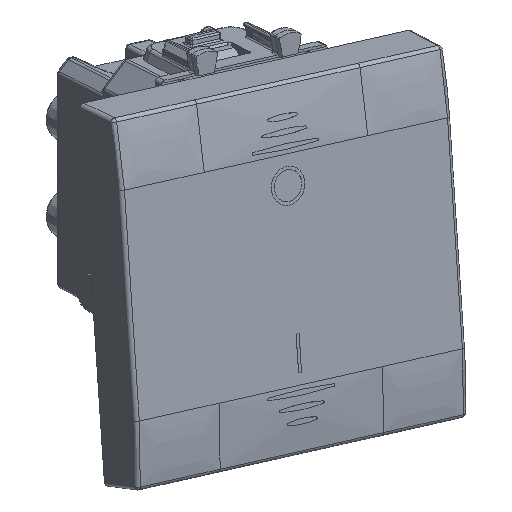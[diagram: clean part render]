
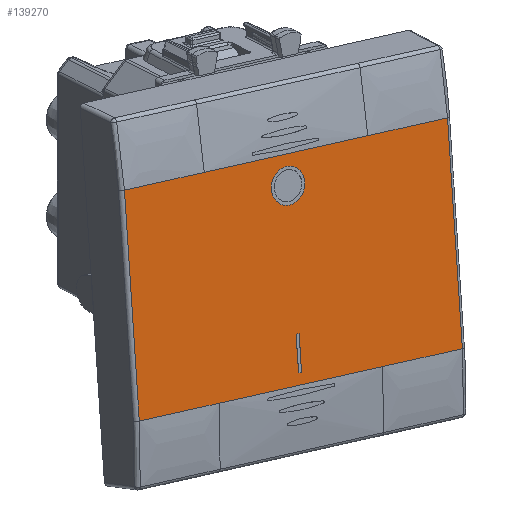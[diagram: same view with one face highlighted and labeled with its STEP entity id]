
A CAD part, top view. The second image highlights one B-rep face of the part: STEP entity #139270.
In plain terms, the highlighted face is planar.
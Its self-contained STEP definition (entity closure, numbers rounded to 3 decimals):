
#138934=CARTESIAN_POINT('Vertex',(2.25,9.75,15.5)) ;
#138939=CARTESIAN_POINT('Axis2P3D Location',(0.,9.75,15.5)) ;
#138943=CARTESIAN_POINT('Vertex',(-2.25,9.75,15.5)) ;
#138965=CARTESIAN_POINT('Axis2P3D Location',(0.,9.75,15.5)) ;
#139062=CARTESIAN_POINT('Vertex',(-0.2,-7.5,15.5)) ;
#139067=CARTESIAN_POINT('Line Origine',(-0.2,-9.75,15.5)) ;
#139071=CARTESIAN_POINT('Vertex',(-0.2,-12.,15.5)) ;
#139102=CARTESIAN_POINT('Vertex',(0.2,-7.5,15.5)) ;
#139107=CARTESIAN_POINT('Line Origine',(0.,-7.5,15.5)) ;
#139129=CARTESIAN_POINT('Line Origine',(0.,-12.,15.5)) ;
#139133=CARTESIAN_POINT('Vertex',(0.2,-12.,15.5)) ;
#139172=CARTESIAN_POINT('Line Origine',(0.2,-9.75,15.5)) ;
#139184=CARTESIAN_POINT('Axis2P3D Location',(0.,0.,15.5)) ;
#139194=CARTESIAN_POINT('Line Origine',(-21.758,0.,15.5)) ;
#139198=CARTESIAN_POINT('Vertex',(-21.758,-13.441,15.5)) ;
#139200=CARTESIAN_POINT('Vertex',(-21.758,13.441,15.5)) ;
#139203=CARTESIAN_POINT('Line Origine',(-16.385,-13.441,15.5)) ;
#139207=CARTESIAN_POINT('Vertex',(-11.013,-13.441,15.5)) ;
#139210=CARTESIAN_POINT('Line Origine',(0.,-13.441,15.5)) ;
#139214=CARTESIAN_POINT('Vertex',(11.013,-13.441,15.5)) ;
#139217=CARTESIAN_POINT('Line Origine',(16.385,-13.441,15.5)) ;
#139221=CARTESIAN_POINT('Vertex',(21.758,-13.441,15.5)) ;
#139224=CARTESIAN_POINT('Line Origine',(21.758,0.,15.5)) ;
#139228=CARTESIAN_POINT('Vertex',(21.758,13.441,15.5)) ;
#139231=CARTESIAN_POINT('Line Origine',(16.385,13.441,15.5)) ;
#139235=CARTESIAN_POINT('Vertex',(11.013,13.441,15.5)) ;
#139238=CARTESIAN_POINT('Line Origine',(0.,13.441,15.5)) ;
#139242=CARTESIAN_POINT('Vertex',(-11.013,13.441,15.5)) ;
#139245=CARTESIAN_POINT('Line Origine',(-16.385,13.441,15.5)) ;
#138940=DIRECTION('Axis2P3D Direction',(-0.,0.,1.)) ;
#138966=DIRECTION('Axis2P3D Direction',(-0.,0.,1.)) ;
#139068=DIRECTION('Vector Direction',(0.,-1.,0.)) ;
#139108=DIRECTION('Vector Direction',(1.,0.,0.)) ;
#139130=DIRECTION('Vector Direction',(-1.,0.,0.)) ;
#139173=DIRECTION('Vector Direction',(0.,1.,0.)) ;
#139185=DIRECTION('Axis2P3D Direction',(0.,0.,-1.)) ;
#139186=DIRECTION('Axis2P3D XDirection',(0.,-1.,0.)) ;
#139195=DIRECTION('Vector Direction',(0.,-1.,0.)) ;
#139204=DIRECTION('Vector Direction',(1.,0.,0.)) ;
#139211=DIRECTION('Vector Direction',(-1.,0.,0.)) ;
#139218=DIRECTION('Vector Direction',(1.,0.,0.)) ;
#139225=DIRECTION('Vector Direction',(0.,-1.,0.)) ;
#139232=DIRECTION('Vector Direction',(1.,0.,0.)) ;
#139239=DIRECTION('Vector Direction',(-1.,0.,0.)) ;
#139246=DIRECTION('Vector Direction',(1.,0.,0.)) ;
#138941=AXIS2_PLACEMENT_3D('Circle Axis2P3D',#138939,#138940,$) ;
#138967=AXIS2_PLACEMENT_3D('Circle Axis2P3D',#138965,#138966,$) ;
#139187=AXIS2_PLACEMENT_3D('Plane Axis2P3D',#139184,#139185,#139186) ;
#139251=ORIENTED_EDGE('',*,*,#139202,.F.) ;
#139252=ORIENTED_EDGE('',*,*,#139209,.F.) ;
#139253=ORIENTED_EDGE('',*,*,#139216,.F.) ;
#139254=ORIENTED_EDGE('',*,*,#139223,.T.) ;
#139255=ORIENTED_EDGE('',*,*,#139230,.F.) ;
#139256=ORIENTED_EDGE('',*,*,#139237,.F.) ;
#139257=ORIENTED_EDGE('',*,*,#139244,.F.) ;
#139258=ORIENTED_EDGE('',*,*,#139249,.T.) ;
#139261=ORIENTED_EDGE('',*,*,#138969,.F.) ;
#139262=ORIENTED_EDGE('',*,*,#138945,.F.) ;
#139265=ORIENTED_EDGE('',*,*,#139176,.F.) ;
#139266=ORIENTED_EDGE('',*,*,#139135,.F.) ;
#139267=ORIENTED_EDGE('',*,*,#139073,.F.) ;
#139268=ORIENTED_EDGE('',*,*,#139111,.F.) ;
#139263=FACE_BOUND('',#139260,.T.) ;
#139269=FACE_BOUND('',#139264,.T.) ;
#139069=VECTOR('Line Direction',#139068,1.) ;
#139109=VECTOR('Line Direction',#139108,1.) ;
#139131=VECTOR('Line Direction',#139130,1.) ;
#139174=VECTOR('Line Direction',#139173,1.) ;
#139196=VECTOR('Line Direction',#139195,1.) ;
#139205=VECTOR('Line Direction',#139204,1.) ;
#139212=VECTOR('Line Direction',#139211,1.) ;
#139219=VECTOR('Line Direction',#139218,1.) ;
#139226=VECTOR('Line Direction',#139225,1.) ;
#139233=VECTOR('Line Direction',#139232,1.) ;
#139240=VECTOR('Line Direction',#139239,1.) ;
#139247=VECTOR('Line Direction',#139246,1.) ;
#139270=ADVANCED_FACE('PartBody',(#139259,#139263,#139269),#139188,.F.) ;
#138942=CIRCLE('generated circle',#138941,2.25) ;
#138968=CIRCLE('generated circle',#138967,2.25) ;
#138945=EDGE_CURVE('',#138935,#138944,#138942,.T.) ;
#138969=EDGE_CURVE('',#138944,#138935,#138968,.T.) ;
#139073=EDGE_CURVE('',#139063,#139072,#139070,.T.) ;
#139111=EDGE_CURVE('',#139103,#139063,#139110,.F.) ;
#139135=EDGE_CURVE('',#139072,#139134,#139132,.F.) ;
#139176=EDGE_CURVE('',#139134,#139103,#139175,.T.) ;
#139202=EDGE_CURVE('',#139199,#139201,#139197,.F.) ;
#139209=EDGE_CURVE('',#139208,#139199,#139206,.F.) ;
#139216=EDGE_CURVE('',#139215,#139208,#139213,.T.) ;
#139223=EDGE_CURVE('',#139215,#139222,#139220,.T.) ;
#139230=EDGE_CURVE('',#139229,#139222,#139227,.T.) ;
#139237=EDGE_CURVE('',#139236,#139229,#139234,.T.) ;
#139244=EDGE_CURVE('',#139243,#139236,#139241,.F.) ;
#139249=EDGE_CURVE('',#139243,#139201,#139248,.F.) ;
#139250=EDGE_LOOP('',(#139251,#139252,#139253,#139254,#139255,#139256,#139257,#139258)) ;
#139260=EDGE_LOOP('',(#139261,#139262)) ;
#139264=EDGE_LOOP('',(#139265,#139266,#139267,#139268)) ;
#139259=FACE_OUTER_BOUND('',#139250,.T.) ;
#139070=LINE('Line',#139067,#139069) ;
#139110=LINE('Line',#139107,#139109) ;
#139132=LINE('Line',#139129,#139131) ;
#139175=LINE('Line',#139172,#139174) ;
#139197=LINE('Line',#139194,#139196) ;
#139206=LINE('Line',#139203,#139205) ;
#139213=LINE('Line',#139210,#139212) ;
#139220=LINE('Line',#139217,#139219) ;
#139227=LINE('Line',#139224,#139226) ;
#139234=LINE('Line',#139231,#139233) ;
#139241=LINE('Line',#139238,#139240) ;
#139248=LINE('Line',#139245,#139247) ;
#139188=PLANE('',#139187) ;
#138935=VERTEX_POINT('',#138934) ;
#138944=VERTEX_POINT('',#138943) ;
#139063=VERTEX_POINT('',#139062) ;
#139072=VERTEX_POINT('',#139071) ;
#139103=VERTEX_POINT('',#139102) ;
#139134=VERTEX_POINT('',#139133) ;
#139199=VERTEX_POINT('',#139198) ;
#139201=VERTEX_POINT('',#139200) ;
#139208=VERTEX_POINT('',#139207) ;
#139215=VERTEX_POINT('',#139214) ;
#139222=VERTEX_POINT('',#139221) ;
#139229=VERTEX_POINT('',#139228) ;
#139236=VERTEX_POINT('',#139235) ;
#139243=VERTEX_POINT('',#139242) ;
